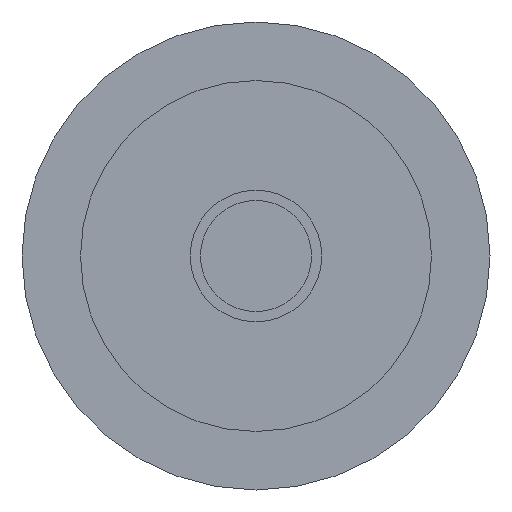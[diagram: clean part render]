
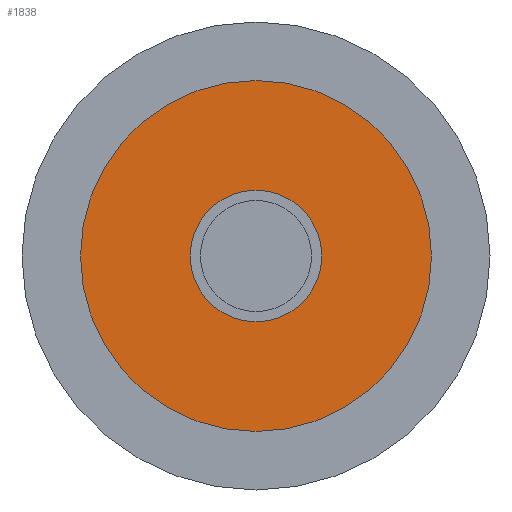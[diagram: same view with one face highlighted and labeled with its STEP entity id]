
A CAD part, front view. The second image highlights one B-rep face of the part: STEP entity #1838.
In plain terms, the highlighted planar face has unit normal (0, -1, 0).
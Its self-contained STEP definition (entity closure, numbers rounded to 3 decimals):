
#81 = CIRCLE ( 'NONE', #8131, 6. ) ;
#273 = PLANE ( 'NONE',  #6059 ) ;
#384 = EDGE_CURVE ( 'NONE', #4678, #4181, #1576, .T. ) ;
#1263 = DIRECTION ( 'NONE',  ( 0., 1., 0. ) ) ;
#1576 = CIRCLE ( 'NONE', #6376, 6. ) ;
#1730 = CARTESIAN_POINT ( 'NONE',  ( 0., 0., 6. ) ) ;
#1838 = ADVANCED_FACE ( 'NONE', ( #6647, #9752 ), #273, .F. ) ;
#1857 = DIRECTION ( 'NONE',  ( 0., 1., 0. ) ) ;
#1865 = EDGE_CURVE ( 'NONE', #4629, #8218, #4383, .T. ) ;
#2024 = CARTESIAN_POINT ( 'NONE',  ( 0., 0., 0. ) ) ;
#2404 = CARTESIAN_POINT ( 'NONE',  ( 0., 0., 2.25 ) ) ;
#3208 = ORIENTED_EDGE ( 'NONE', *, *, #1865, .T. ) ;
#4181 = VERTEX_POINT ( 'NONE', #1730 ) ;
#4212 = DIRECTION ( 'NONE',  ( 0., 0., 1. ) ) ;
#4215 = DIRECTION ( 'NONE',  ( 0., 1., 0. ) ) ;
#4278 = DIRECTION ( 'NONE',  ( 0., 1., 0. ) ) ;
#4383 = CIRCLE ( 'NONE', #6585, 2.25 ) ;
#4617 = EDGE_LOOP ( 'NONE', ( #8489, #6898 ) ) ;
#4629 = VERTEX_POINT ( 'NONE', #6205 ) ;
#4678 = VERTEX_POINT ( 'NONE', #4696 ) ;
#4696 = CARTESIAN_POINT ( 'NONE',  ( 0., 0., -6. ) ) ;
#4865 = EDGE_LOOP ( 'NONE', ( #3208, #5522 ) ) ;
#4952 = DIRECTION ( 'NONE',  ( 0., 0., 1. ) ) ;
#5080 = DIRECTION ( 'NONE',  ( 0., 0., 1. ) ) ;
#5082 = CARTESIAN_POINT ( 'NONE',  ( 0., 0., 0. ) ) ;
#5292 = CIRCLE ( 'NONE', #8175, 2.25 ) ;
#5522 = ORIENTED_EDGE ( 'NONE', *, *, #7232, .T. ) ;
#6059 = AXIS2_PLACEMENT_3D ( 'NONE', #5082, #4278, #9006 ) ;
#6205 = CARTESIAN_POINT ( 'NONE',  ( 0., 0., -2.25 ) ) ;
#6376 = AXIS2_PLACEMENT_3D ( 'NONE', #2024, #1263, #4212 ) ;
#6580 = CARTESIAN_POINT ( 'NONE',  ( 0., 0., 0. ) ) ;
#6585 = AXIS2_PLACEMENT_3D ( 'NONE', #6580, #9695, #6610 ) ;
#6610 = DIRECTION ( 'NONE',  ( 0., 0., 1. ) ) ;
#6647 = FACE_OUTER_BOUND ( 'NONE', #4617, .T. ) ;
#6898 = ORIENTED_EDGE ( 'NONE', *, *, #9132, .F. ) ;
#7232 = EDGE_CURVE ( 'NONE', #8218, #4629, #5292, .T. ) ;
#8131 = AXIS2_PLACEMENT_3D ( 'NONE', #8163, #4215, #5080 ) ;
#8163 = CARTESIAN_POINT ( 'NONE',  ( 0., 0., 0. ) ) ;
#8175 = AXIS2_PLACEMENT_3D ( 'NONE', #9514, #1857, #4952 ) ;
#8218 = VERTEX_POINT ( 'NONE', #2404 ) ;
#8489 = ORIENTED_EDGE ( 'NONE', *, *, #384, .F. ) ;
#9006 = DIRECTION ( 'NONE',  ( 0., 0., 1. ) ) ;
#9132 = EDGE_CURVE ( 'NONE', #4181, #4678, #81, .T. ) ;
#9514 = CARTESIAN_POINT ( 'NONE',  ( 0., 0., 0. ) ) ;
#9695 = DIRECTION ( 'NONE',  ( 0., 1., 0. ) ) ;
#9752 = FACE_BOUND ( 'NONE', #4865, .T. ) ;
